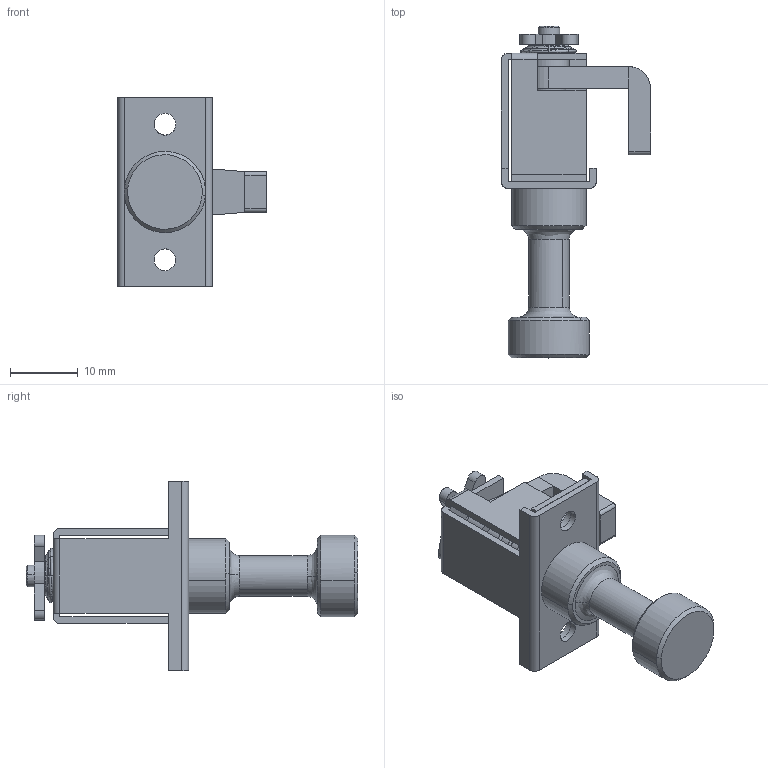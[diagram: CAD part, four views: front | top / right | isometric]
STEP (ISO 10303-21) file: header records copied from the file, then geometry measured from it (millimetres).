
FILE_DESCRIPTION((''),'2;1');
FILE_NAME('','2005-07-15T17:21:32',(''),(''),'','CADfix','');
FILE_SCHEMA(('AUTOMOTIVE_DESIGN'));
Length unit declared in the file: millimetre
Products named in the file (8): collar; spring_2; spring_1; retainer; knob; housing; cam; TL_86_2_18359_36
Assembly tree (7 placements, depth 2):
  TL_86_2_18359_36
    collar
    spring_2
    spring_1
    retainer
    knob
    housing
    cam
Bounding box: 22 x 49 x 28 mm (x, y, z)
Volume: 3961.4 mm3; surface area: 5332 mm2
Topology: 7 solids, 7 shells, 268 faces, 683 edges, 436 vertices
Faces by surface type: bspline 268
Entity records: 11466 total; most frequent: CARTESIAN_POINT 7513, ORIENTED_EDGE 1366, EDGE_CURVE 683, VERTEX_POINT 436, EDGE_LOOP 291, FACE_OUTER_BOUND 268, ADVANCED_FACE 268, QUASI_UNIFORM_CURVE 193
